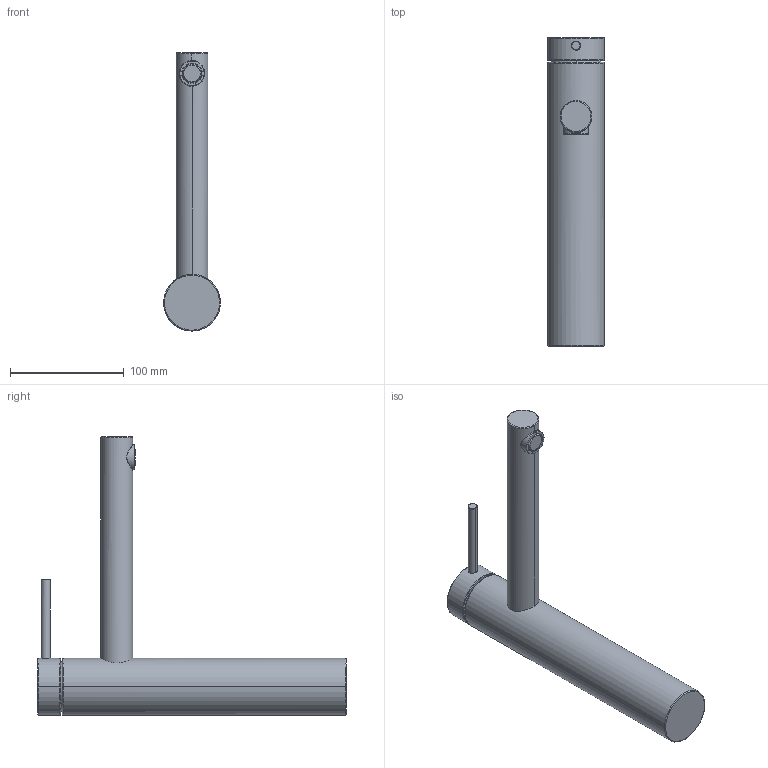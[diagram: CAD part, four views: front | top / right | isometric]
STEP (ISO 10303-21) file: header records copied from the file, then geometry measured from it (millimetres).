
FILE_DESCRIPTION(('STEP AP242'),'1');
FILE_NAME('Namor 1.stp','2024-04-12T09:23:56',(' '),(' '),'Spatial InterOp 3D',' ',' ');
FILE_SCHEMA(('AP242_MANAGED_MODEL_BASED_3D_ENGINEERING_MIM_LF {1 0 10303 442 1 1 4}'));
Length unit declared in the file: millimetre
Products named in the file (2): Namor 1; ASSEM1
Assembly tree (1 placements, depth 2):
  Namor 1
    ASSEM1
Bounding box: 50 x 271.61 x 245 mm (x, y, z)
Volume: 650884.8 mm3; surface area: 71903.8 mm2
Topology: 1 solids, 11 shells, 152 faces, 400 edges, 272 vertices
Faces by surface type: cylinder 44, torus 42, plane 42, bspline 14, cone 10
Entity records: 5779 total; most frequent: CARTESIAN_POINT 1966, DIRECTION 836, ORIENTED_EDGE 752, EDGE_CURVE 400, AXIS2_PLACEMENT_3D 350, VERTEX_POINT 272, CIRCLE 208, EDGE_LOOP 162
